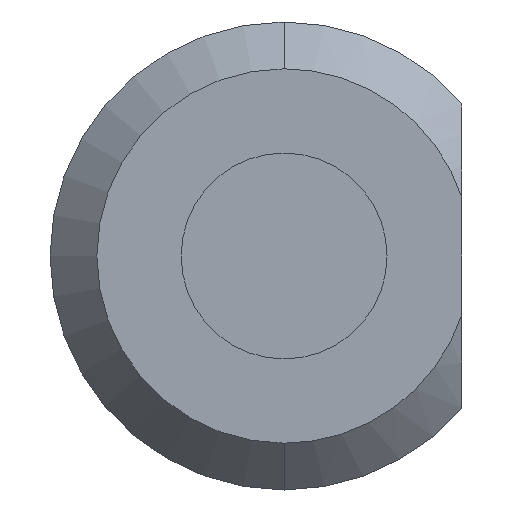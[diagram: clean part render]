
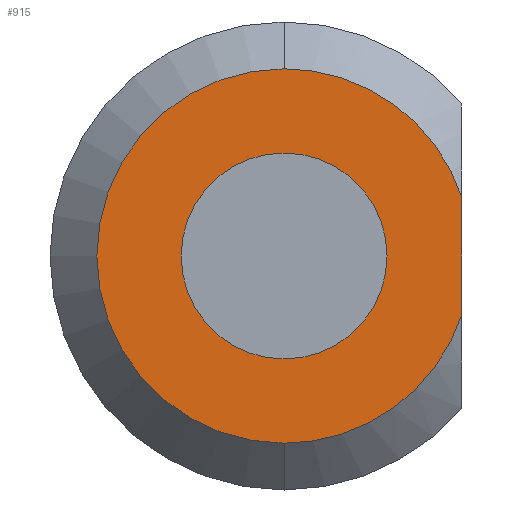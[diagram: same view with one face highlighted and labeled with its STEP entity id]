
A CAD part, left-side view. The second image highlights one B-rep face of the part: STEP entity #915.
In plain terms, the highlighted planar face has unit normal (-1, 0, 0).
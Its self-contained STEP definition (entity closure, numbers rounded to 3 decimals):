
#4 = CARTESIAN_POINT ( 'NONE',  ( -6., 0., -1. ) ) ;
#12 = DIRECTION ( 'NONE',  ( 1., 0., 0. ) ) ;
#38 = AXIS2_PLACEMENT_3D ( 'NONE', #455, #362, #1083 ) ;
#43 = VERTEX_POINT ( 'NONE', #4 ) ;
#181 = CARTESIAN_POINT ( 'NONE',  ( -6., -0.95, -1.579 ) ) ;
#190 = EDGE_LOOP ( 'NONE', ( #704, #642, #813, #836 ) ) ;
#207 = CARTESIAN_POINT ( 'NONE',  ( -6., -0.95, -0.312 ) ) ;
#225 = DIRECTION ( 'NONE',  ( -1., 0., 0. ) ) ;
#278 = VECTOR ( 'NONE', #942, 1000. ) ;
#295 = EDGE_CURVE ( 'NONE', #705, #43, #394, .T. ) ;
#331 = CIRCLE ( 'NONE', #38, 1. ) ;
#362 = DIRECTION ( 'NONE',  ( -1., 0., 0. ) ) ;
#394 = CIRCLE ( 'NONE', #1042, 1. ) ;
#415 = EDGE_CURVE ( 'NONE', #43, #1044, #719, .T. ) ;
#442 = PLANE ( 'NONE',  #754 ) ;
#455 = CARTESIAN_POINT ( 'NONE',  ( -6., 0., 0. ) ) ;
#489 = EDGE_CURVE ( 'NONE', #1044, #943, #1052, .T. ) ;
#491 = EDGE_CURVE ( 'NONE', #943, #705, #331, .T. ) ;
#535 = CARTESIAN_POINT ( 'NONE',  ( -6., -0.95, 0.312 ) ) ;
#614 = CARTESIAN_POINT ( 'NONE',  ( -6., 0., 0. ) ) ;
#642 = ORIENTED_EDGE ( 'NONE', *, *, #491, .T. ) ;
#704 = ORIENTED_EDGE ( 'NONE', *, *, #489, .T. ) ;
#705 = VERTEX_POINT ( 'NONE', #758 ) ;
#719 = CIRCLE ( 'NONE', #837, 1. ) ;
#746 = DIRECTION ( 'NONE',  ( -1., 0., 0. ) ) ;
#747 = FACE_OUTER_BOUND ( 'NONE', #190, .T. ) ;
#751 = CARTESIAN_POINT ( 'NONE',  ( -6., 0., 0. ) ) ;
#754 = AXIS2_PLACEMENT_3D ( 'NONE', #614, #12, #1051 ) ;
#758 = CARTESIAN_POINT ( 'NONE',  ( -6., 0., 1. ) ) ;
#813 = ORIENTED_EDGE ( 'NONE', *, *, #295, .T. ) ;
#836 = ORIENTED_EDGE ( 'NONE', *, *, #415, .T. ) ;
#837 = AXIS2_PLACEMENT_3D ( 'NONE', #751, #225, #1025 ) ;
#915 = ADVANCED_FACE ( 'NONE', ( #747 ), #442, .F. ) ;
#918 = DIRECTION ( 'NONE',  ( 0., 0., -1. ) ) ;
#942 = DIRECTION ( 'NONE',  ( 0., 0., 1. ) ) ;
#943 = VERTEX_POINT ( 'NONE', #535 ) ;
#1025 = DIRECTION ( 'NONE',  ( 0., 0., -1. ) ) ;
#1042 = AXIS2_PLACEMENT_3D ( 'NONE', #1106, #746, #918 ) ;
#1044 = VERTEX_POINT ( 'NONE', #207 ) ;
#1051 = DIRECTION ( 'NONE',  ( 0., 0., -1. ) ) ;
#1052 = LINE ( 'NONE', #181, #278 ) ;
#1083 = DIRECTION ( 'NONE',  ( 0., 0., -1. ) ) ;
#1106 = CARTESIAN_POINT ( 'NONE',  ( -6., 0., 0. ) ) ;
